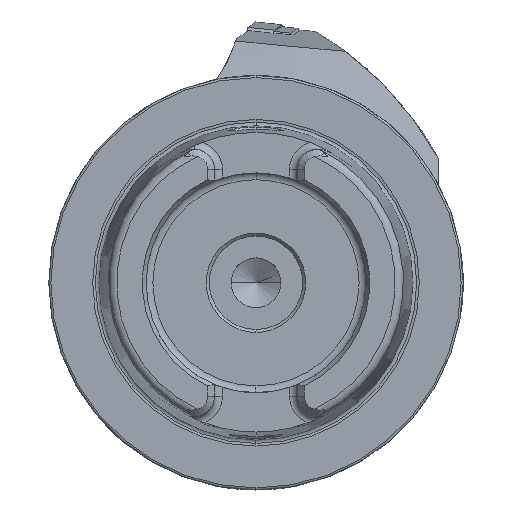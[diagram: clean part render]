
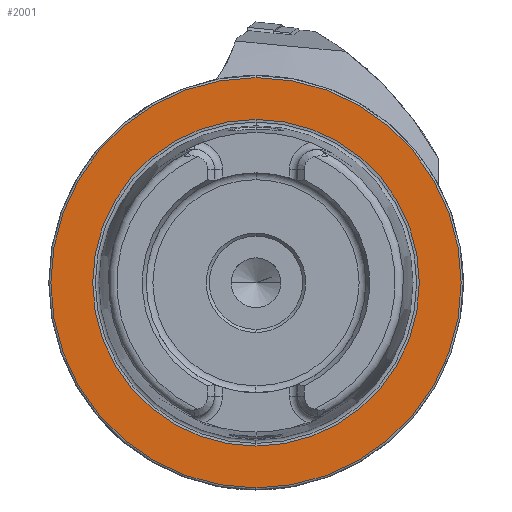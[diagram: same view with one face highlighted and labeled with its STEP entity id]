
A CAD part, left-side view. The second image highlights one B-rep face of the part: STEP entity #2001.
In plain terms, the highlighted planar face has unit normal (-1, 0, 0).
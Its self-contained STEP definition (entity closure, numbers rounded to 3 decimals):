
#289 = DIRECTION ( 'NONE',  ( 0., 0., -1. ) ) ;
#992 = EDGE_CURVE ( 'NONE', #12604, #6935, #7366, .T. ) ;
#1641 = DIRECTION ( 'NONE',  ( 1., 0., 0. ) ) ;
#1698 = DIRECTION ( 'NONE',  ( 0., 0., 1. ) ) ;
#2001 = ADVANCED_FACE ( 'NONE', ( #14858, #16138 ), #3081, .F. ) ;
#2053 = DIRECTION ( 'NONE',  ( -1., 0., 0. ) ) ;
#3081 = PLANE ( 'NONE',  #8685 ) ;
#3723 = CARTESIAN_POINT ( 'NONE',  ( 0., 0., 0. ) ) ;
#3839 = AXIS2_PLACEMENT_3D ( 'NONE', #16958, #5062, #9312 ) ;
#4117 = CARTESIAN_POINT ( 'NONE',  ( 0., 0., -39.405 ) ) ;
#4913 = CARTESIAN_POINT ( 'NONE',  ( 0., 0., 39.405 ) ) ;
#4996 = DIRECTION ( 'NONE',  ( 0., 0., 1. ) ) ;
#5062 = DIRECTION ( 'NONE',  ( -1., 0., 0. ) ) ;
#5361 = DIRECTION ( 'NONE',  ( -1., 0., 0. ) ) ;
#6649 = CARTESIAN_POINT ( 'NONE',  ( 0., 0., 49.5 ) ) ;
#6935 = VERTEX_POINT ( 'NONE', #4117 ) ;
#7324 = CARTESIAN_POINT ( 'NONE',  ( 0., 0., -49.5 ) ) ;
#7366 = CIRCLE ( 'NONE', #18183, 39.405 ) ;
#7468 = ORIENTED_EDGE ( 'NONE', *, *, #16957, .F. ) ;
#8685 = AXIS2_PLACEMENT_3D ( 'NONE', #17883, #1641, #289 ) ;
#9312 = DIRECTION ( 'NONE',  ( 0., 0., 1. ) ) ;
#9896 = ORIENTED_EDGE ( 'NONE', *, *, #12165, .T. ) ;
#10024 = CIRCLE ( 'NONE', #11242, 49.5 ) ;
#10909 = CIRCLE ( 'NONE', #3839, 39.405 ) ;
#11242 = AXIS2_PLACEMENT_3D ( 'NONE', #12322, #18250, #4996 ) ;
#11947 = EDGE_LOOP ( 'NONE', ( #9896, #12706 ) ) ;
#12165 = EDGE_CURVE ( 'NONE', #12833, #14114, #16089, .T. ) ;
#12322 = CARTESIAN_POINT ( 'NONE',  ( 0., 0., 0. ) ) ;
#12496 = DIRECTION ( 'NONE',  ( 0., 0., 1. ) ) ;
#12604 = VERTEX_POINT ( 'NONE', #4913 ) ;
#12706 = ORIENTED_EDGE ( 'NONE', *, *, #18080, .T. ) ;
#12833 = VERTEX_POINT ( 'NONE', #6649 ) ;
#13781 = ORIENTED_EDGE ( 'NONE', *, *, #992, .F. ) ;
#14114 = VERTEX_POINT ( 'NONE', #7324 ) ;
#14858 = FACE_BOUND ( 'NONE', #18206, .T. ) ;
#16089 = CIRCLE ( 'NONE', #18571, 49.5 ) ;
#16138 = FACE_OUTER_BOUND ( 'NONE', #11947, .T. ) ;
#16957 = EDGE_CURVE ( 'NONE', #6935, #12604, #10909, .T. ) ;
#16958 = CARTESIAN_POINT ( 'NONE',  ( 0., 0., 0. ) ) ;
#17883 = CARTESIAN_POINT ( 'NONE',  ( 0., 49.5, 0. ) ) ;
#18080 = EDGE_CURVE ( 'NONE', #14114, #12833, #10024, .T. ) ;
#18183 = AXIS2_PLACEMENT_3D ( 'NONE', #3723, #5361, #12496 ) ;
#18206 = EDGE_LOOP ( 'NONE', ( #13781, #7468 ) ) ;
#18250 = DIRECTION ( 'NONE',  ( -1., 0., 0. ) ) ;
#18571 = AXIS2_PLACEMENT_3D ( 'NONE', #19094, #2053, #1698 ) ;
#19094 = CARTESIAN_POINT ( 'NONE',  ( 0., 0., 0. ) ) ;
